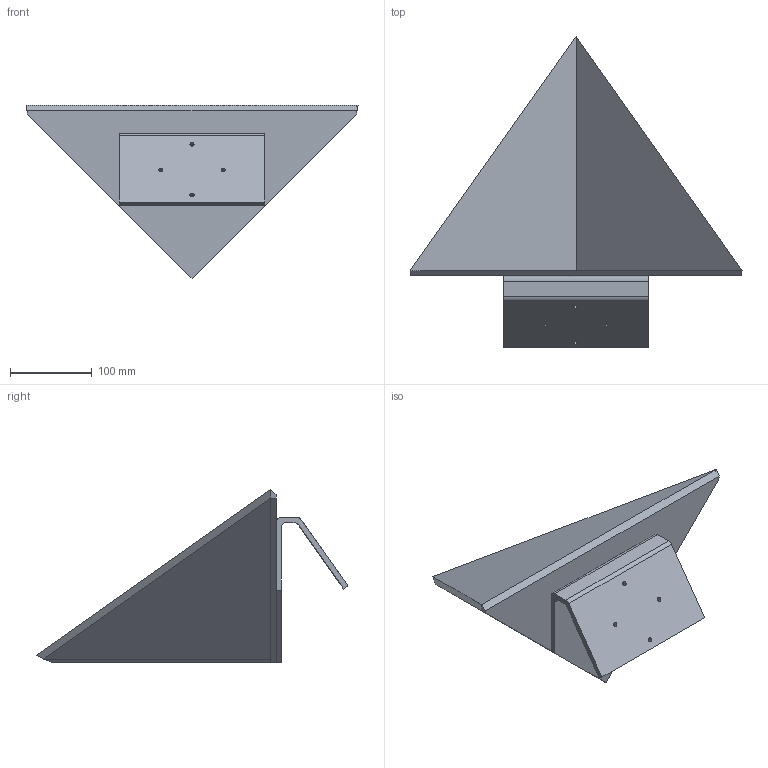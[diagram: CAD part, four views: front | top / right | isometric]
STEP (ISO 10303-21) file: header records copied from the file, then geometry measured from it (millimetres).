
FILE_DESCRIPTION (( 'STEP AP214' ), '1' );
FILE_NAME ('PEWRL0012 ¦ FMWRL0012.step', '2022-03-03T17:16:50', ( '' ), ( '' ), 'SwSTEP 2.0', 'SolidWorks 2021', '' );
FILE_SCHEMA (( 'AUTOMOTIVE_DESIGN' ));
Length unit declared in the file: inch
Products named in the file (1): PEWRL0012 ｦ FMWRL0012
Bounding box: 406.4 x 381.77 x 212.18 mm (x, y, z)
Volume: 1084076.5 mm3; surface area: 367932.3 mm2
Topology: 4 solids, 4 shells, 41 faces, 99 edges, 66 vertices
Faces by surface type: plane 29, cylinder 12
Entity records: 1286 total; most frequent: CARTESIAN_POINT 207, DIRECTION 207, ORIENTED_EDGE 198, EDGE_CURVE 99, VECTOR 75, LINE 75, VERTEX_POINT 66, AXIS2_PLACEMENT_3D 66
